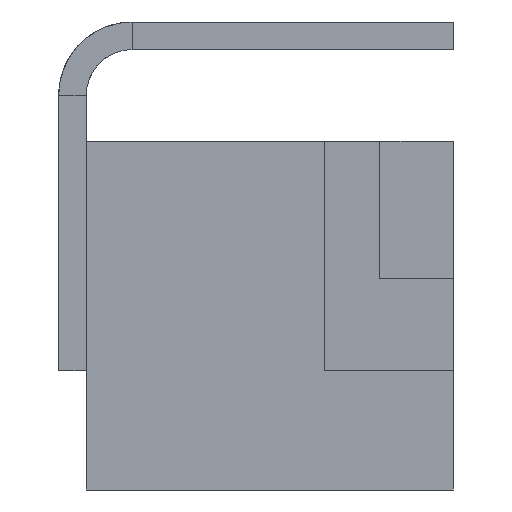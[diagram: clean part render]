
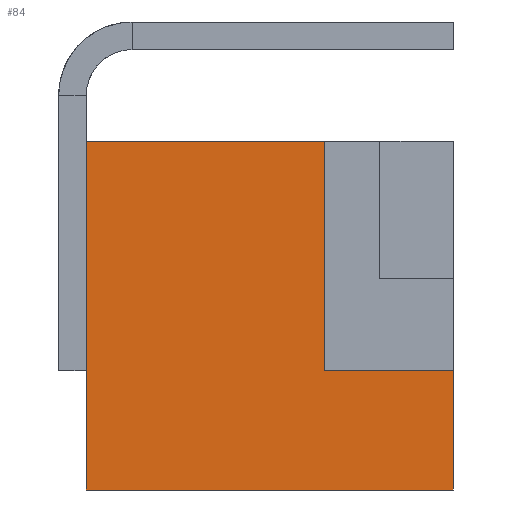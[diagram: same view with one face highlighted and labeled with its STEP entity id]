
A CAD part, front view. The second image highlights one B-rep face of the part: STEP entity #84.
In plain terms, the highlighted planar face has unit normal (0, -1, 0).
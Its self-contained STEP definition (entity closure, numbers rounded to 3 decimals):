
#84=ADVANCED_FACE('',(#3100),#3102,.F.);
#3100=FACE_BOUND('',#3101,.T.);
#3101=EDGE_LOOP('',(#7915,#7916,#7917,#7918,#7919,#7920));
#3102=PLANE('',#3103);
#3103=AXIS2_PLACEMENT_3D('',#3104,#3105,#3106);
#3104=CARTESIAN_POINT('',(-2.,-5.,3.8));
#3105=DIRECTION('',(0.,1.,0.));
#3106=DIRECTION('',(0.,-0.,1.));
#7915=ORIENTED_EDGE('',*,*,#9714,.F.);
#7916=ORIENTED_EDGE('',*,*,#9715,.F.);
#7917=ORIENTED_EDGE('',*,*,#9702,.T.);
#7918=ORIENTED_EDGE('',*,*,#9716,.T.);
#7919=ORIENTED_EDGE('',*,*,#9717,.F.);
#7920=ORIENTED_EDGE('',*,*,#9718,.F.);
#9702=EDGE_CURVE('',#10623,#10621,#10624,.T.);
#9714=EDGE_CURVE('',#10644,#10645,#10646,.T.);
#9715=EDGE_CURVE('',#10623,#10644,#10647,.T.);
#9716=EDGE_CURVE('',#10621,#10648,#10649,.T.);
#9717=EDGE_CURVE('',#10650,#10648,#10651,.T.);
#9718=EDGE_CURVE('',#10645,#10650,#10652,.T.);
#10621=VERTEX_POINT('',#12149);
#10623=VERTEX_POINT('',#12153);
#10624=LINE('',#12154,#12155);
#10644=VERTEX_POINT('',#12198);
#10645=VERTEX_POINT('',#12199);
#10646=LINE('',#12200,#12201);
#10647=LINE('',#12203,#12204);
#10648=VERTEX_POINT('',#12206);
#10649=LINE('',#12207,#12208);
#10650=VERTEX_POINT('',#12210);
#10651=LINE('',#12211,#12212);
#10652=LINE('',#12214,#12215);
#12149=CARTESIAN_POINT('',(-2.,-5.,0.));
#12153=CARTESIAN_POINT('',(-2.,-5.,3.8));
#12154=CARTESIAN_POINT('',(-2.,-5.,3.8));
#12155=VECTOR('',#12156,1.);
#12156=DIRECTION('',(0.,0.,-1.));
#12198=CARTESIAN_POINT('',(0.6,-5.,3.8));
#12199=CARTESIAN_POINT('',(0.6,-5.,1.3));
#12200=CARTESIAN_POINT('',(0.6,-5.,3.8));
#12201=VECTOR('',#12202,1.);
#12202=DIRECTION('',(0.,0.,-1.));
#12203=CARTESIAN_POINT('',(-2.,-5.,3.8));
#12204=VECTOR('',#12205,1.);
#12205=DIRECTION('',(1.,0.,0.));
#12206=CARTESIAN_POINT('',(2.,-5.,0.));
#12207=CARTESIAN_POINT('',(-2.,-5.,0.));
#12208=VECTOR('',#12209,1.);
#12209=DIRECTION('',(1.,0.,0.));
#12210=CARTESIAN_POINT('',(2.,-5.,1.3));
#12211=CARTESIAN_POINT('',(2.,-5.,1.3));
#12212=VECTOR('',#12213,1.);
#12213=DIRECTION('',(0.,0.,-1.));
#12214=CARTESIAN_POINT('',(0.6,-5.,1.3));
#12215=VECTOR('',#12216,1.);
#12216=DIRECTION('',(1.,0.,0.));
